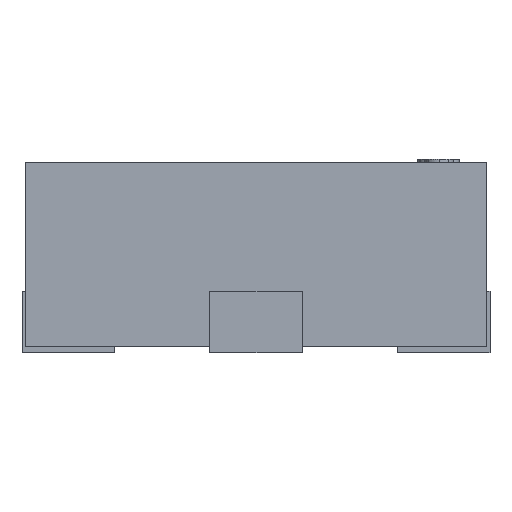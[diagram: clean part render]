
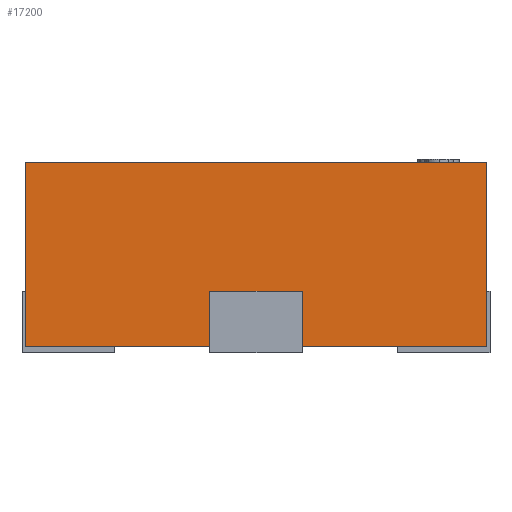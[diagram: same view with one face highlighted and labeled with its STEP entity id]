
A CAD part, left-side view. The second image highlights one B-rep face of the part: STEP entity #17200.
In plain terms, the highlighted planar face has unit normal (-1, 0, 0).
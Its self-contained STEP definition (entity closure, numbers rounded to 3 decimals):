
#96 = DIRECTION ( 'NONE',  ( 0., 0., -1. ) ) ;
#1699 = ORIENTED_EDGE ( 'NONE', *, *, #19863, .T. ) ;
#2535 = LINE ( 'NONE', #12111, #16105 ) ;
#3103 = DIRECTION ( 'NONE',  ( 0., -1., 0. ) ) ;
#3240 = EDGE_CURVE ( 'NONE', #8509, #5207, #4916, .T. ) ;
#4916 = LINE ( 'NONE', #9664, #12905 ) ;
#5079 = VECTOR ( 'NONE', #9211, 1000. ) ;
#5207 = VERTEX_POINT ( 'NONE', #19432 ) ;
#5736 = VECTOR ( 'NONE', #3103, 1000. ) ;
#7560 = CARTESIAN_POINT ( 'NONE',  ( -1., 0.75, 0.63 ) ) ;
#8059 = ORIENTED_EDGE ( 'NONE', *, *, #20330, .F. ) ;
#8509 = VERTEX_POINT ( 'NONE', #7560 ) ;
#8527 = VERTEX_POINT ( 'NONE', #15655 ) ;
#8980 = VERTEX_POINT ( 'NONE', #15483 ) ;
#9190 = EDGE_LOOP ( 'NONE', ( #1699, #8059, #15137, #17531 ) ) ;
#9211 = DIRECTION ( 'NONE',  ( 0., -1., 0. ) ) ;
#9522 = FACE_OUTER_BOUND ( 'NONE', #9190, .T. ) ;
#9664 = CARTESIAN_POINT ( 'NONE',  ( -1., 0.75, 0.63 ) ) ;
#10938 = CARTESIAN_POINT ( 'NONE',  ( -1., 0.75, 0.63 ) ) ;
#11325 = CARTESIAN_POINT ( 'NONE',  ( -1., 0.75, 0.63 ) ) ;
#12111 = CARTESIAN_POINT ( 'NONE',  ( -1., -0.75, 0.63 ) ) ;
#12905 = VECTOR ( 'NONE', #96, 1000. ) ;
#14408 = DIRECTION ( 'NONE',  ( 1., 0., 0. ) ) ;
#14658 = LINE ( 'NONE', #19708, #5736 ) ;
#15137 = ORIENTED_EDGE ( 'NONE', *, *, #15514, .F. ) ;
#15483 = CARTESIAN_POINT ( 'NONE',  ( -1., -0.75, 0.03 ) ) ;
#15514 = EDGE_CURVE ( 'NONE', #8509, #8527, #19041, .T. ) ;
#15655 = CARTESIAN_POINT ( 'NONE',  ( -1., -0.75, 0.63 ) ) ;
#15815 = DIRECTION ( 'NONE',  ( 0., 0., -1. ) ) ;
#16105 = VECTOR ( 'NONE', #15815, 1000. ) ;
#16860 = AXIS2_PLACEMENT_3D ( 'NONE', #10938, #14408, #17513 ) ;
#17200 = ADVANCED_FACE ( 'NONE', ( #9522 ), #20724, .F. ) ;
#17513 = DIRECTION ( 'NONE',  ( 0., 1., 0. ) ) ;
#17531 = ORIENTED_EDGE ( 'NONE', *, *, #3240, .T. ) ;
#19041 = LINE ( 'NONE', #11325, #5079 ) ;
#19432 = CARTESIAN_POINT ( 'NONE',  ( -1., 0.75, 0.03 ) ) ;
#19708 = CARTESIAN_POINT ( 'NONE',  ( -1., 0.75, 0.03 ) ) ;
#19863 = EDGE_CURVE ( 'NONE', #5207, #8980, #14658, .T. ) ;
#20330 = EDGE_CURVE ( 'NONE', #8527, #8980, #2535, .T. ) ;
#20724 = PLANE ( 'NONE',  #16860 ) ;
